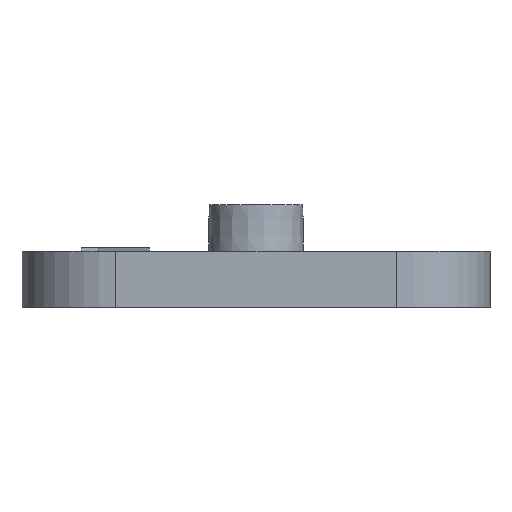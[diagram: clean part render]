
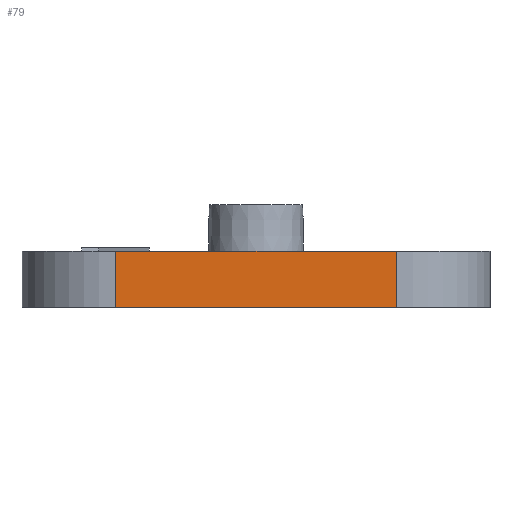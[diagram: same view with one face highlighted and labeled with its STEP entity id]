
A CAD part, left-side view. The second image highlights one B-rep face of the part: STEP entity #79.
In plain terms, the highlighted planar face has unit normal (-1, 0, 0).
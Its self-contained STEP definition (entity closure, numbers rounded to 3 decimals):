
#79 = ADVANCED_FACE( '', ( #152 ), #153, .T. );
#152 = FACE_OUTER_BOUND( '', #285, .T. );
#153 = PLANE( '', #286 );
#285 = EDGE_LOOP( '', ( #465, #466, #467, #468 ) );
#286 = AXIS2_PLACEMENT_3D( '', #469, #470, #471 );
#465 = ORIENTED_EDGE( '', *, *, #928, .F. );
#466 = ORIENTED_EDGE( '', *, *, #929, .F. );
#467 = ORIENTED_EDGE( '', *, *, #896, .T. );
#468 = ORIENTED_EDGE( '', *, *, #930, .T. );
#469 = CARTESIAN_POINT( '', ( -27., -7.5, 83.828 ) );
#470 = DIRECTION( '', ( -1., 0., 0. ) );
#471 = DIRECTION( '', ( 0., 1., 0. ) );
#896 = EDGE_CURVE( '', #1059, #1057, #1060, .T. );
#928 = EDGE_CURVE( '', #1119, #1120, #1121, .T. );
#929 = EDGE_CURVE( '', #1059, #1119, #1122, .T. );
#930 = EDGE_CURVE( '', #1057, #1120, #1123, .T. );
#1057 = VERTEX_POINT( '', #1317 );
#1059 = VERTEX_POINT( '', #1319 );
#1060 = LINE( '', #1320, #1321 );
#1119 = VERTEX_POINT( '', #1405 );
#1120 = VERTEX_POINT( '', #1406 );
#1121 = LINE( '', #1407, #1408 );
#1122 = LINE( '', #1409, #1410 );
#1123 = LINE( '', #1411, #1412 );
#1317 = CARTESIAN_POINT( '', ( -27., 7.5, 3. ) );
#1319 = CARTESIAN_POINT( '', ( -27., -7.5, 3. ) );
#1320 = CARTESIAN_POINT( '', ( -27., 0., 3. ) );
#1321 = VECTOR( '', #1676, 1000. );
#1405 = CARTESIAN_POINT( '', ( -27., -7.5, 0. ) );
#1406 = CARTESIAN_POINT( '', ( -27., 7.5, 0. ) );
#1407 = CARTESIAN_POINT( '', ( -27., 0., 0. ) );
#1408 = VECTOR( '', #1720, 1000. );
#1409 = CARTESIAN_POINT( '', ( -27., -7.5, 83.828 ) );
#1410 = VECTOR( '', #1721, 1000. );
#1411 = CARTESIAN_POINT( '', ( -27., 7.5, 83.828 ) );
#1412 = VECTOR( '', #1722, 1000. );
#1676 = DIRECTION( '', ( 0., 1., 0. ) );
#1720 = DIRECTION( '', ( 0., 1., 0. ) );
#1721 = DIRECTION( '', ( 0., 0., -1. ) );
#1722 = DIRECTION( '', ( 0., 0., -1. ) );
